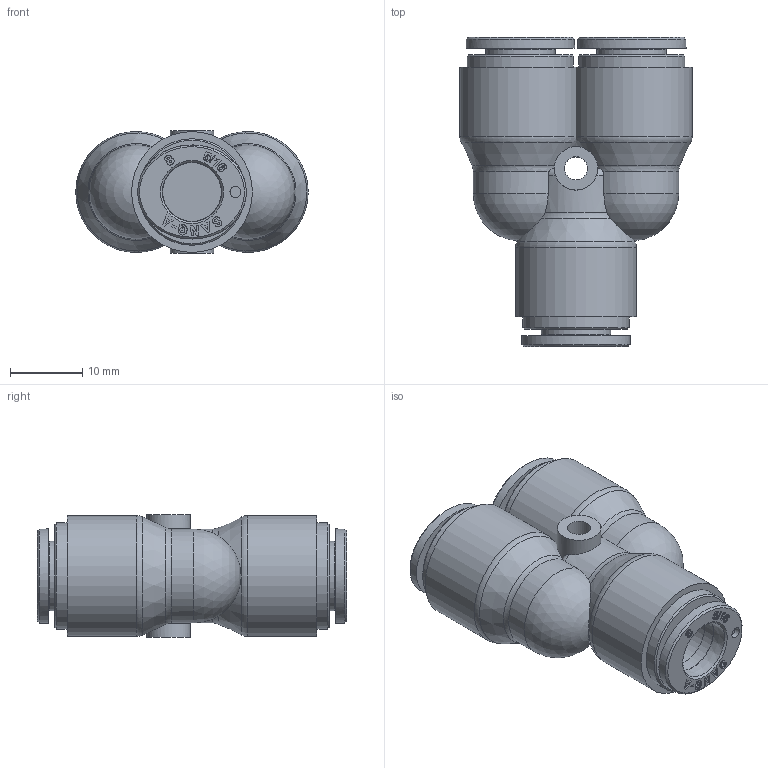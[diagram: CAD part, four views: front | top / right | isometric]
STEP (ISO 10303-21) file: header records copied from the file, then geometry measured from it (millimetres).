
FILE_DESCRIPTION((''),'2;1');
FILE_NAME('CR-PY 08.stp','2020-08-25T15:33:42',('user'),(''),'Autodesk Inventor 2013','Autodesk Inventor 2013','');
FILE_SCHEMA(('AUTOMOTIVE_DESIGN { 1 0 10303 214 1 1 1 1 }'));
Length unit declared in the file: millimetre
Products named in the file (5): 조립품10; CR-COLLAR 08; HR-Collar 08L(SUS); CR-SLEEVE 08; CR-PY 08 BODY
Assembly tree (6 placements, depth 3):
  조립품10
    CR-COLLAR 08  x3
      HR-Collar 08L(SUS)
      CR-SLEEVE 08
    CR-PY 08 BODY
Bounding box: 32.1 x 42.7 x 16.9 mm (x, y, z)
Volume: 10702.6 mm3; surface area: 6325.8 mm2
Topology: 7 solids, 7 shells, 1159 faces, 3250 edges, 2162 vertices
Faces by surface type: plane 1028, bspline 60, cylinder 43, cone 15, torus 11, sphere 2
Full cylindrical faces by diameter (mm): 1.5 x3, 3.2 x1, 6 x2, 8.2 x6, 9.6 x3, 14.7 x3, 16.7 x1
Entity records: 13659 total; most frequent: CARTESIAN_POINT 3045, ORIENTED_EDGE 2254, DIRECTION 1999, EDGE_CURVE 1127, VECTOR 985, LINE 985, VERTEX_POINT 759, AXIS2_PLACEMENT_3D 507
